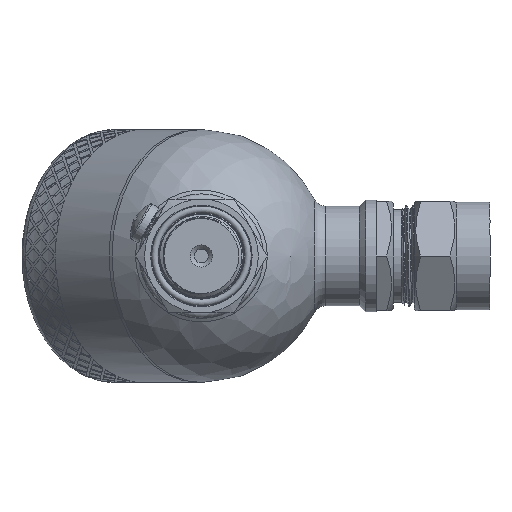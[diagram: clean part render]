
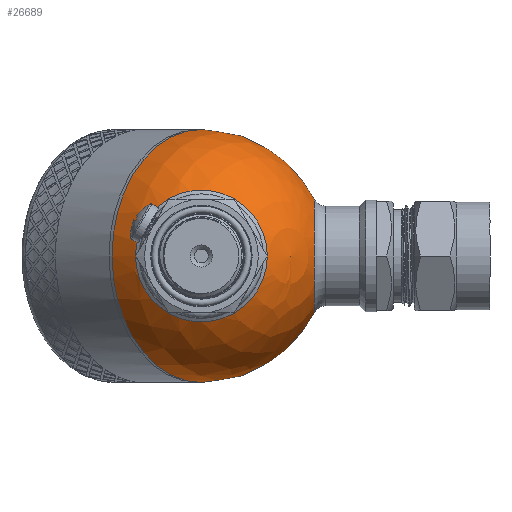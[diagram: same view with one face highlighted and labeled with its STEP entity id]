
A CAD part, left-side view. The second image highlights one B-rep face of the part: STEP entity #26689.
In plain terms, the highlighted spherical face has radius 30 mm.
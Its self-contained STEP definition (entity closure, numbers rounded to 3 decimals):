
#43=SPHERICAL_SURFACE('',#27831,30.);
#336=FACE_BOUND('',#5021,.T.);
#337=FACE_BOUND('',#5022,.T.);
#3168=FACE_OUTER_BOUND('',#5020,.T.);
#5020=EDGE_LOOP('',(#24222,#24223,#24224,#24225));
#5021=EDGE_LOOP('',(#24226));
#5022=EDGE_LOOP('',(#24227));
#5530=CIRCLE('',#27828,15.643);
#5533=CIRCLE('',#27832,30.);
#5534=CIRCLE('',#27833,30.);
#5535=CIRCLE('',#27834,30.);
#5536=CIRCLE('',#27835,13.5);
#12457=VERTEX_POINT('',#63788);
#12459=VERTEX_POINT('',#63794);
#12460=VERTEX_POINT('',#63795);
#12461=VERTEX_POINT('',#63797);
#12462=VERTEX_POINT('',#63800);
#16413=EDGE_CURVE('',#12457,#12457,#5530,.T.);
#16416=EDGE_CURVE('',#12459,#12460,#5533,.T.);
#16417=EDGE_CURVE('',#12459,#12461,#5534,.T.);
#16418=EDGE_CURVE('',#12460,#12459,#5535,.T.);
#16419=EDGE_CURVE('',#12462,#12462,#5536,.T.);
#24222=ORIENTED_EDGE('',*,*,#16416,.F.);
#24223=ORIENTED_EDGE('',*,*,#16417,.T.);
#24224=ORIENTED_EDGE('',*,*,#16417,.F.);
#24225=ORIENTED_EDGE('',*,*,#16418,.F.);
#24226=ORIENTED_EDGE('',*,*,#16413,.F.);
#24227=ORIENTED_EDGE('',*,*,#16419,.F.);
#26689=ADVANCED_FACE('',(#3168,#336,#337),#43,.T.);
#27828=AXIS2_PLACEMENT_3D('',#63789,#30642,#30643);
#27831=AXIS2_PLACEMENT_3D('',#63793,#30648,#30649);
#27832=AXIS2_PLACEMENT_3D('',#63796,#30650,#30651);
#27833=AXIS2_PLACEMENT_3D('',#63798,#30652,#30653);
#27834=AXIS2_PLACEMENT_3D('',#63799,#30654,#30655);
#27835=AXIS2_PLACEMENT_3D('',#63801,#30656,#30657);
#30642=DIRECTION('center_axis',(-0.707,0.,0.707));
#30643=DIRECTION('ref_axis',(0.707,0.,0.707));
#30648=DIRECTION('center_axis',(1.,0.,0.));
#30649=DIRECTION('ref_axis',(0.,-1.,0.));
#30650=DIRECTION('center_axis',(1.,0.,0.));
#30651=DIRECTION('ref_axis',(0.,1.,0.));
#30652=DIRECTION('center_axis',(0.,0.,1.));
#30653=DIRECTION('ref_axis',(0.,1.,0.));
#30654=DIRECTION('center_axis',(1.,0.,0.));
#30655=DIRECTION('ref_axis',(0.,1.,0.));
#30656=DIRECTION('center_axis',(-0.707,0.,-0.707));
#30657=DIRECTION('ref_axis',(-0.707,0.,0.707));
#63788=CARTESIAN_POINT('',(-29.162,0.,7.04));
#63789=CARTESIAN_POINT('Origin',(-18.101,0.,18.101));
#63793=CARTESIAN_POINT('Origin',(0.,0.,0.));
#63794=CARTESIAN_POINT('',(0.,30.,0.));
#63795=CARTESIAN_POINT('',(0.,-30.,0.));
#63796=CARTESIAN_POINT('Origin',(0.,0.,0.));
#63797=CARTESIAN_POINT('',(-30.,0.,0.));
#63798=CARTESIAN_POINT('Origin',(0.,0.,0.));
#63799=CARTESIAN_POINT('Origin',(0.,0.,0.));
#63800=CARTESIAN_POINT('',(-9.398,0.,-28.49));
#63801=CARTESIAN_POINT('Origin',(-18.944,0.,-18.944));
